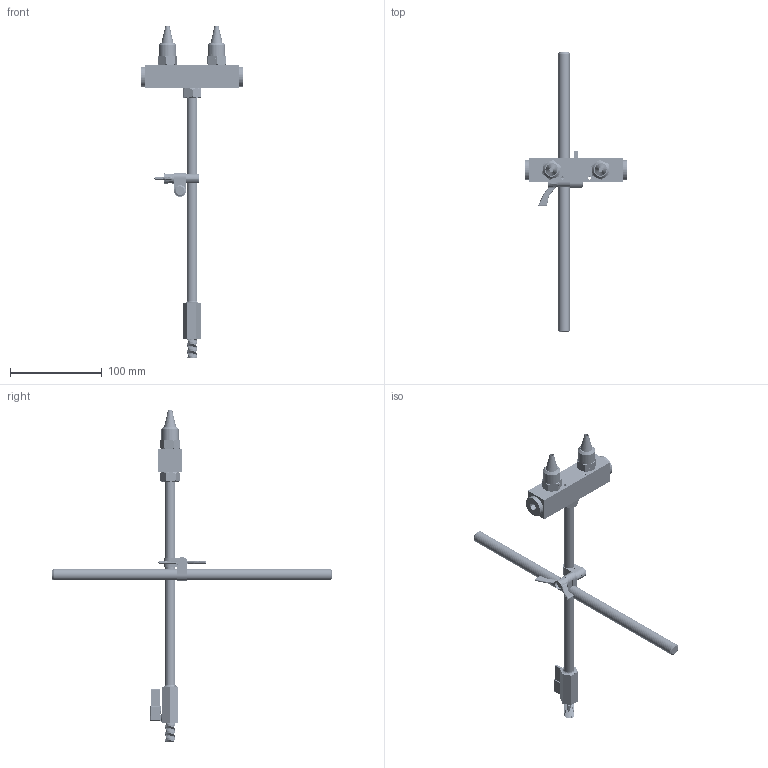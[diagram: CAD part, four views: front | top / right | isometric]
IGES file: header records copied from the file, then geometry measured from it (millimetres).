
Start section: SolidWorks IGES file using analytic representation for surfaces
Global section: file name: D19004A-47004.IGS; native system: SolidWorks 2020; preprocessor: SolidWorks 2020; author: andres; date: 230216.160637; units: inch
Bounding box: 111.6 x 304.8 x 362.33 mm (x, y, z)
Surface area: 72077.1 mm2 (no closed solid volume)
Topology: 0 solids, 0 shells, 1495 faces, 23303 edges, 23285 vertices
Faces by surface type: bspline 839, revolution 656
